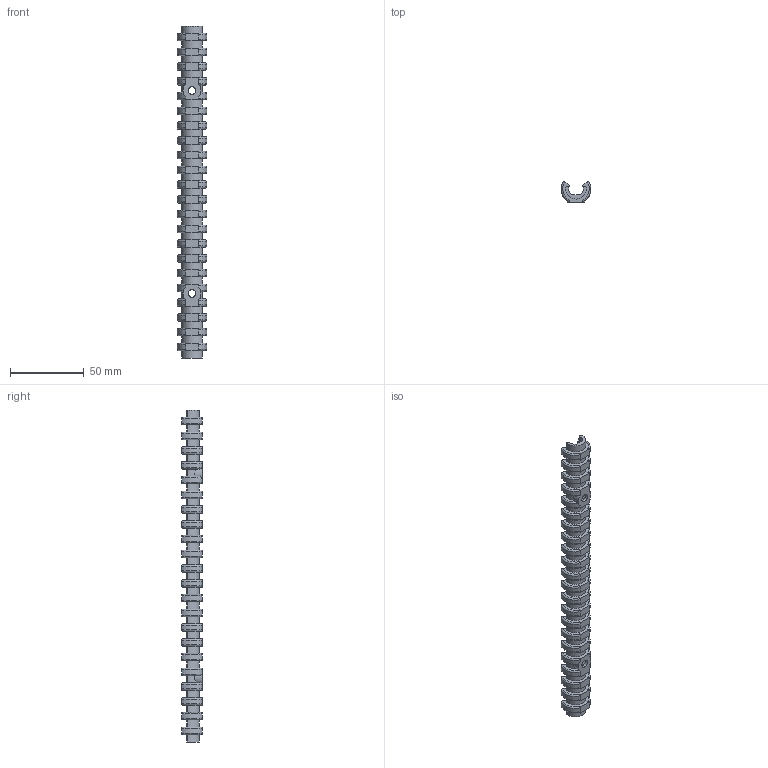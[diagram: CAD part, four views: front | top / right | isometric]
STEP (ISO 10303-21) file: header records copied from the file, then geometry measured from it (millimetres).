
FILE_DESCRIPTION(/* description */ (''),/* implementation_level */ '2;1');
FILE_NAME(/* name */ 'back_spine_400 v2.step',/* time_stamp */ '2021-09-11T19:35:38+02:00',/* author */ (''),/* organization */ (''),/* preprocessor_version */ 'ST-DEVELOPER v18.1',/* originating_system */ 'Autodesk Translation Framework v10.10.0.1391',/* authorisation */ '');
FILE_SCHEMA (('AUTOMOTIVE_DESIGN { 1 0 10303 214 3 1 1 }'));
Length unit declared in the file: metre
Products named in the file (1): back_spine_400
Bounding box: 20 x 14 x 225 mm (x, y, z)
Volume: 21977.2 mm3; surface area: 17555 mm2
Topology: 1 solids, 1 shells, 472 faces, 1329 edges, 859 vertices
Faces by surface type: plane 209, cylinder 175, torus 88
Full cylindrical faces by diameter (mm): 5.3 x2, 10 x2
Entity records: 16206 total; most frequent: CARTESIAN_POINT 3605, DIRECTION 2792, ORIENTED_EDGE 2658, EDGE_CURVE 1329, AXIS2_PLACEMENT_3D 1098, VERTEX_POINT 859, CIRCLE 609, LINE 596
